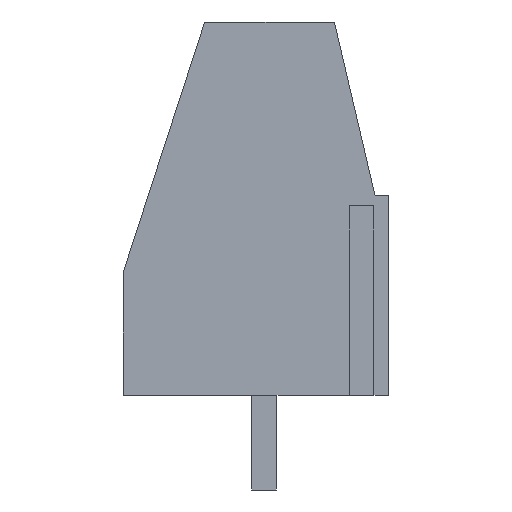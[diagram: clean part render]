
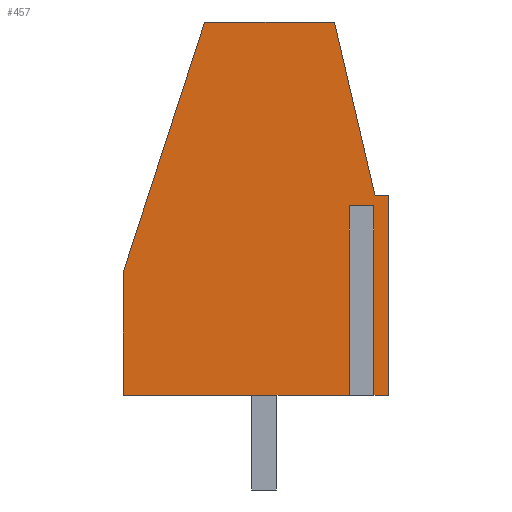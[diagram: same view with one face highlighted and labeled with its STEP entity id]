
A CAD part, left-side view. The second image highlights one B-rep face of the part: STEP entity #457.
In plain terms, the highlighted planar face has unit normal (-1, 0, 0).
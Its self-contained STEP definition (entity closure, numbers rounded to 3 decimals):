
#13=DIRECTION('',(0.,0.,1.));
#21=EDGE_CURVE('',#22,#24,#26,.T.);
#22=VERTEX_POINT('',#23);
#23=CARTESIAN_POINT('',(-2.54,-4.6,0.));
#24=VERTEX_POINT('',#25);
#25=CARTESIAN_POINT('',(-2.54,-3.83,0.));
#26=LINE('',#23,#27);
#27=VECTOR('',#28,1.);
#28=DIRECTION('',(0.,1.,0.));
#35=DIRECTION('',(1.,0.,0.));
#53=VECTOR('',#54,1.);
#54=DIRECTION('',(0.,-1.,0.));
#68=VERTEX_POINT('',#69);
#69=CARTESIAN_POINT('',(-2.54,5.2,0.));
#72=EDGE_CURVE('',#73,#68,#26,.T.);
#73=VERTEX_POINT('',#74);
#74=CARTESIAN_POINT('',(-2.54,-3.37,0.));
#457=ADVANCED_FACE('',(#458),#512,.F.);
#458=FACE_BOUND('',#459,.F.);
#459=EDGE_LOOP('',(#460,#469,#474,#480,#481,#487,#492,#495,#496,#501,#508));
#460=ORIENTED_EDGE('',*,*,#461,.T.);
#461=EDGE_CURVE('',#462,#464,#466,.T.);
#462=VERTEX_POINT('',#463);
#463=CARTESIAN_POINT('',(-2.54,-2.6,13.8));
#464=VERTEX_POINT('',#465);
#465=CARTESIAN_POINT('',(-2.54,-4.1,7.4));
#466=LINE('',#463,#467);
#467=VECTOR('',#468,1.);
#468=DIRECTION('',(0.,-0.228,-0.974));
#469=ORIENTED_EDGE('',*,*,#470,.T.);
#470=EDGE_CURVE('',#464,#471,#473,.T.);
#471=VERTEX_POINT('',#472);
#472=CARTESIAN_POINT('',(-2.54,-4.6,7.4));
#473=LINE('',#465,#53);
#474=ORIENTED_EDGE('',*,*,#475,.T.);
#475=EDGE_CURVE('',#471,#22,#476,.T.);
#476=LINE('',#477,#478);
#477=CARTESIAN_POINT('',(-2.54,-4.6,13.8));
#478=VECTOR('',#479,1.);
#479=DIRECTION('',(0.,0.,-1.));
#480=ORIENTED_EDGE('',*,*,#21,.T.);
#481=ORIENTED_EDGE('',*,*,#482,.T.);
#482=EDGE_CURVE('',#24,#483,#485,.T.);
#483=VERTEX_POINT('',#484);
#484=CARTESIAN_POINT('',(-2.54,-3.83,7.));
#485=LINE('',#25,#486);
#486=VECTOR('',#13,1.);
#487=ORIENTED_EDGE('',*,*,#488,.T.);
#488=EDGE_CURVE('',#483,#489,#491,.T.);
#489=VERTEX_POINT('',#490);
#490=CARTESIAN_POINT('',(-2.54,-3.37,7.));
#491=LINE('',#484,#27);
#492=ORIENTED_EDGE('',*,*,#493,.F.);
#493=EDGE_CURVE('',#73,#489,#494,.T.);
#494=LINE('',#74,#486);
#495=ORIENTED_EDGE('',*,*,#72,.T.);
#496=ORIENTED_EDGE('',*,*,#497,.T.);
#497=EDGE_CURVE('',#68,#498,#500,.T.);
#498=VERTEX_POINT('',#499);
#499=CARTESIAN_POINT('',(-2.54,5.2,4.57));
#500=LINE('',#69,#486);
#501=ORIENTED_EDGE('',*,*,#502,.F.);
#502=EDGE_CURVE('',#503,#498,#505,.T.);
#503=VERTEX_POINT('',#504);
#504=CARTESIAN_POINT('',(-2.54,2.2,13.8));
#505=LINE('',#504,#506);
#506=VECTOR('',#507,1.);
#507=DIRECTION('',(0.,0.309,-0.951));
#508=ORIENTED_EDGE('',*,*,#509,.T.);
#509=EDGE_CURVE('',#503,#462,#510,.T.);
#510=LINE('',#511,#53);
#511=CARTESIAN_POINT('',(-2.54,5.2,13.8));
#512=PLANE('',#513);
#513=AXIS2_PLACEMENT_3D('',#514,#35,#515);
#514=CARTESIAN_POINT('',(-2.54,0.3,6.9));
#515=DIRECTION('',(-0.,0.,1.));
